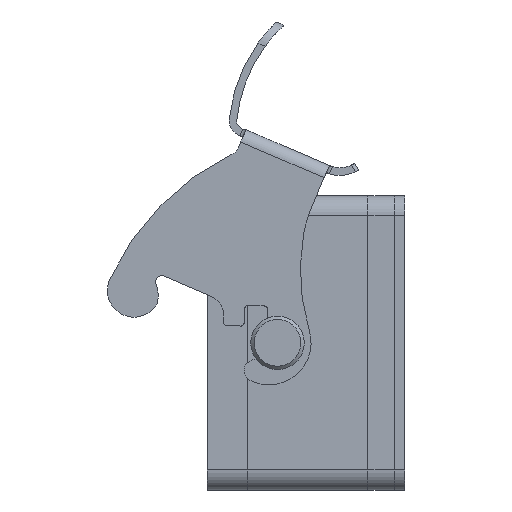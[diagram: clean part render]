
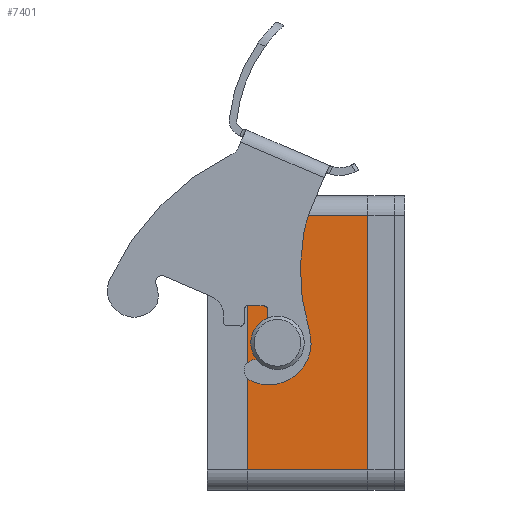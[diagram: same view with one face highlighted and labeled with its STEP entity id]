
A CAD part, left-side view. The second image highlights one B-rep face of the part: STEP entity #7401.
In plain terms, the highlighted planar face has unit normal (-1, 0, 0).
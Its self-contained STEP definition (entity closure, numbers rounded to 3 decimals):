
#786 = CARTESIAN_POINT ( 'NONE',  ( 10.625, 22., -41. ) ) ;
#821 = PLANE ( 'NONE',  #3827 ) ;
#823 = CARTESIAN_POINT ( 'NONE',  ( 10.625, 22., -41. ) ) ;
#870 = DIRECTION ( 'NONE',  ( 0., 0., -1. ) ) ;
#871 = DIRECTION ( 'NONE',  ( 1., 0., 0. ) ) ;
#1169 = CARTESIAN_POINT ( 'NONE',  ( 10.625, 22., -3. ) ) ;
#1171 = DIRECTION ( 'NONE',  ( 0., -1., 0. ) ) ;
#1173 = CARTESIAN_POINT ( 'NONE',  ( 10.625, 17.5, -22. ) ) ;
#1175 = DIRECTION ( 'NONE',  ( 0., 0., -1. ) ) ;
#1176 = DIRECTION ( 'NONE',  ( -1., 0., 0. ) ) ;
#1181 = CARTESIAN_POINT ( 'NONE',  ( 10.625, 22., -41. ) ) ;
#1190 = CARTESIAN_POINT ( 'NONE',  ( 10.625, 4., -41. ) ) ;
#1192 = DIRECTION ( 'NONE',  ( 0., -1., 0. ) ) ;
#1193 = DIRECTION ( 'NONE',  ( 0., 0., 1. ) ) ;
#1197 = DIRECTION ( 'NONE',  ( 0., 0., 1. ) ) ;
#2330 = LINE ( 'NONE', #1169, #3924 ) ;
#2331 = LINE ( 'NONE', #1190, #3921 ) ;
#2332 = LINE ( 'NONE', #1181, #3919 ) ;
#2333 = LINE ( 'NONE', #786, #3917 ) ;
#2414 = FACE_OUTER_BOUND ( 'NONE', #4397, .T. ) ;
#2415 = FACE_BOUND ( 'NONE', #4396, .T. ) ;
#2500 = VERTEX_POINT ( 'NONE', #6830 ) ;
#3172 = ORIENTED_EDGE ( 'NONE', *, *, #7338, .F. ) ;
#3174 = ORIENTED_EDGE ( 'NONE', *, *, #7337, .T. ) ;
#3175 = ORIENTED_EDGE ( 'NONE', *, *, #7334, .F. ) ;
#3176 = ORIENTED_EDGE ( 'NONE', *, *, #7336, .F. ) ;
#3177 = ORIENTED_EDGE ( 'NONE', *, *, #7335, .T. ) ;
#3698 = VERTEX_POINT ( 'NONE', #6433 ) ;
#3700 = VERTEX_POINT ( 'NONE', #6431 ) ;
#3707 = VERTEX_POINT ( 'NONE', #6424 ) ;
#3721 = VERTEX_POINT ( 'NONE', #6408 ) ;
#3827 = AXIS2_PLACEMENT_3D ( 'NONE', #823, #871, #870 ) ;
#3916 = AXIS2_PLACEMENT_3D ( 'NONE', #1173, #1176, #1175 ) ;
#3917 = VECTOR ( 'NONE', #1192, 1000. ) ;
#3919 = VECTOR ( 'NONE', #1193, 1000. ) ;
#3921 = VECTOR ( 'NONE', #1197, 1000. ) ;
#3922 = CIRCLE ( 'NONE', #3916, 3.5 ) ;
#3924 = VECTOR ( 'NONE', #1171, 1000. ) ;
#4396 = EDGE_LOOP ( 'NONE', ( #3172 ) ) ;
#4397 = EDGE_LOOP ( 'NONE', ( #3177, #3175, #3176, #3174 ) ) ;
#6408 = CARTESIAN_POINT ( 'NONE',  ( 10.625, 22., -41. ) ) ;
#6424 = CARTESIAN_POINT ( 'NONE',  ( 10.625, 4., -41. ) ) ;
#6431 = CARTESIAN_POINT ( 'NONE',  ( 10.625, 22., -3. ) ) ;
#6433 = CARTESIAN_POINT ( 'NONE',  ( 10.625, 4., -3. ) ) ;
#6830 = CARTESIAN_POINT ( 'NONE',  ( 10.625, 17.5, -25.5 ) ) ;
#7334 = EDGE_CURVE ( 'NONE', #3700, #3698, #2330, .T. ) ;
#7335 = EDGE_CURVE ( 'NONE', #3707, #3698, #2331, .T. ) ;
#7336 = EDGE_CURVE ( 'NONE', #3721, #3700, #2332, .T. ) ;
#7337 = EDGE_CURVE ( 'NONE', #3721, #3707, #2333, .T. ) ;
#7338 = EDGE_CURVE ( 'NONE', #2500, #2500, #3922, .T. ) ;
#7401 = ADVANCED_FACE ( 'NONE', ( #2414, #2415 ), #821, .F. ) ;
